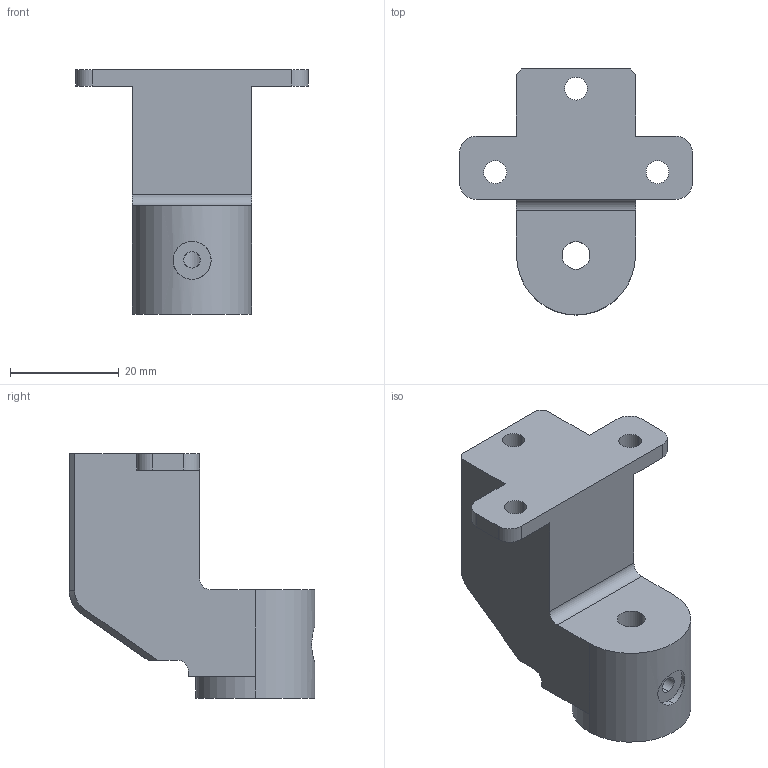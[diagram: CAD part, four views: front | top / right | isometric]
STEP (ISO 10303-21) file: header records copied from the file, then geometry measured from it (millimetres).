
FILE_DESCRIPTION (( 'STEP AP203' ), '1' );
FILE_NAME ('20-019372.step', '2022-03-22T13:18:09', ( '' ), ( '' ), 'SwSTEP 2.0', 'SolidWorks 2021', '' );
FILE_SCHEMA (( 'CONFIG_CONTROL_DESIGN' ));
Length unit declared in the file: millimetre
Products named in the file (1): 20-019372
Bounding box: 42.8 x 45.22 x 45 mm (x, y, z)
Volume: 25336.7 mm3; surface area: 7192 mm2
Topology: 1 solids, 1 shells, 50 faces, 135 edges, 88 vertices
Faces by surface type: plane 25, cylinder 23, cone 2
Entity records: 1779 total; most frequent: CARTESIAN_POINT 393, DIRECTION 275, ORIENTED_EDGE 270, EDGE_CURVE 135, AXIS2_PLACEMENT_3D 94, VERTEX_POINT 88, LINE 87, VECTOR 87
